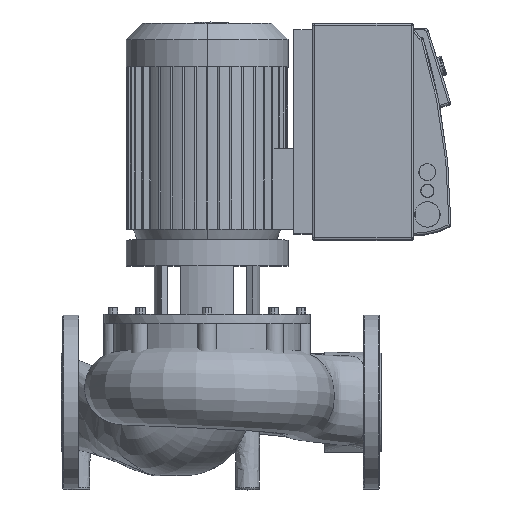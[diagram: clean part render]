
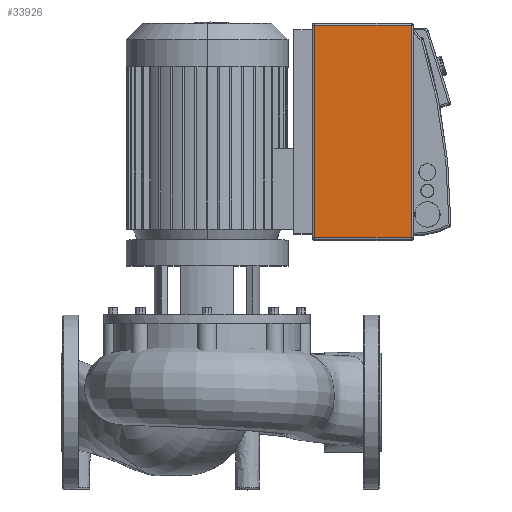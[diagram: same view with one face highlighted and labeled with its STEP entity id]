
A CAD part, top view. The second image highlights one B-rep face of the part: STEP entity #33926.
In plain terms, the highlighted planar face has unit normal (0, 0, 1).
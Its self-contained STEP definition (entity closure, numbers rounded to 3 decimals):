
#33445=CARTESIAN_POINT('',(372.,174.,241.0));
#33446=VERTEX_POINT('',#33445);
#33506=CARTESIAN_POINT('',(269.,174.0,241.0));
#33507=VERTEX_POINT('',#33506);
#33585=CARTESIAN_POINT('',(372.,400.0,241.0));
#33586=VERTEX_POINT('',#33585);
#33611=CARTESIAN_POINT('',(269.,400.0,241.0));
#33612=VERTEX_POINT('',#33611);
#33652=CARTESIAN_POINT('',(269.,400.0,241.0));
#33653=DIRECTION('',(1.0,0.0,0.0));
#33654=VECTOR('',#33653,103.);
#33655=LINE('',#33652,#33654);
#33656=EDGE_CURVE('',#33612,#33586,#33655,.T.);
#33696=CARTESIAN_POINT('',(269.,174.0,241.0));
#33697=DIRECTION('',(0.0,1.0,0.0));
#33698=VECTOR('',#33697,226.0);
#33699=LINE('',#33696,#33698);
#33700=EDGE_CURVE('',#33507,#33612,#33699,.T.);
#33740=CARTESIAN_POINT('',(372.,400.0,241.0));
#33741=DIRECTION('',(0.0,-1.0,0.0));
#33742=VECTOR('',#33741,226.);
#33743=LINE('',#33740,#33742);
#33744=EDGE_CURVE('',#33586,#33446,#33743,.T.);
#33828=CARTESIAN_POINT('',(372.,174.,241.0));
#33829=DIRECTION('',(-1.0,0.0,0.0));
#33830=VECTOR('',#33829,103.);
#33831=LINE('',#33828,#33830);
#33832=EDGE_CURVE('',#33446,#33507,#33831,.T.);
#33915=CARTESIAN_POINT('',(320.5,287.0,241.0));
#33916=DIRECTION('',(0.0,0.0,1.0));
#33917=DIRECTION('',(1.0,0.0,0.0));
#33918=AXIS2_PLACEMENT_3D('',#33915,#33916,#33917);
#33919=PLANE('',#33918);
#33920=ORIENTED_EDGE('',*,*,#33656,.F.);
#33921=ORIENTED_EDGE('',*,*,#33700,.F.);
#33922=ORIENTED_EDGE('',*,*,#33832,.F.);
#33923=ORIENTED_EDGE('',*,*,#33744,.F.);
#33924=EDGE_LOOP('',(#33920,#33921,#33922,#33923));
#33925=FACE_OUTER_BOUND('',#33924,.T.);
#33926=ADVANCED_FACE('',(#33925),#33919,.T.);
